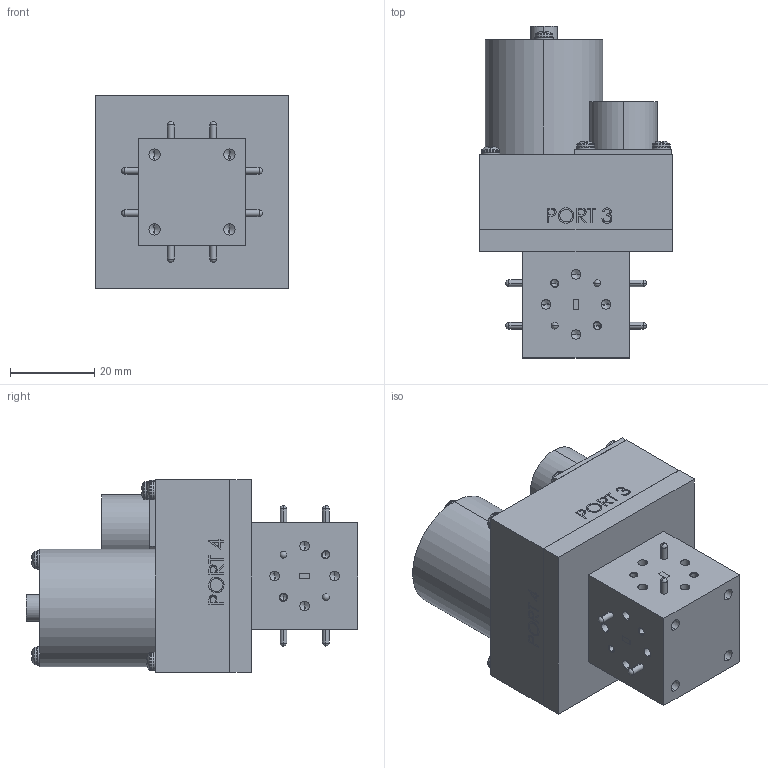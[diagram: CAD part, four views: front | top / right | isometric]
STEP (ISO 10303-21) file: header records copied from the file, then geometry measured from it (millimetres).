
FILE_DESCRIPTION (( 'STEP AP214' ), '1' );
FILE_NAME ('SWJ-15-TS.STEP', '2018-02-16T16:57:54', ( '' ), ( '' ), 'SwSTEP 2.0', 'SolidWorks 2016', '' );
FILE_SCHEMA (( 'AUTOMOTIVE_DESIGN' ));
Length unit declared in the file: inch
Products named in the file (1): SWJ-15-TS
Bounding box: 45.72 x 78.99 x 45.72 mm (x, y, z)
Volume: 82666 mm3; surface area: 17116.4 mm2
Topology: 17 solids, 17 shells, 1681 faces, 4587 edges, 2966 vertices
Faces by surface type: cylinder 808, plane 486, cone 176, bspline 149, torus 32, sphere 30
Entity records: 91574 total; most frequent: CARTESIAN_POINT 31952, ORIENTED_EDGE 8966, DIRECTION 6589, EDGE_CURVE 4483, VERTEX_POINT 2950, AXIS2_PLACEMENT_3D 2271, VECTOR 2047, LINE 2047
